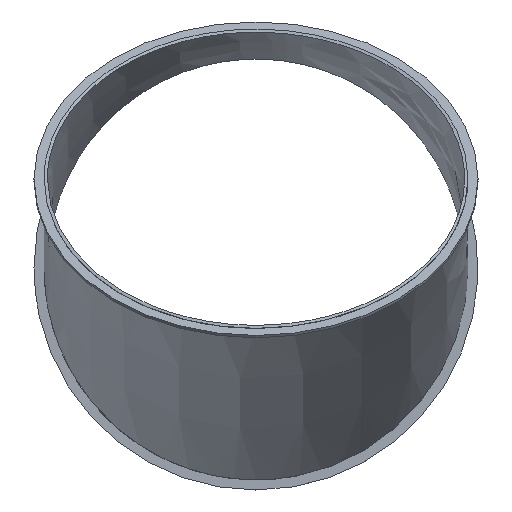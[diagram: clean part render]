
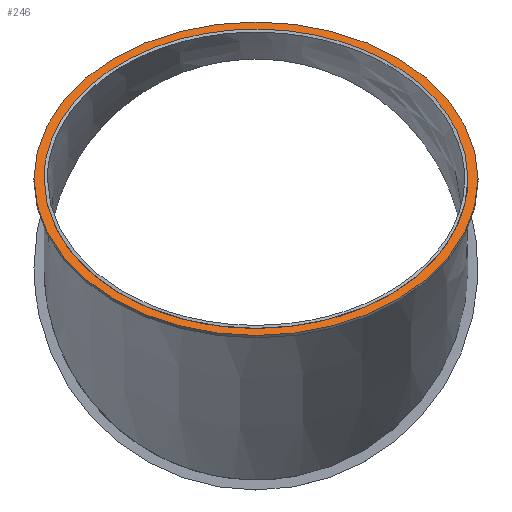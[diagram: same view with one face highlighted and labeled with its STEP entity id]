
A CAD part, top view. The second image highlights one B-rep face of the part: STEP entity #246.
In plain terms, the highlighted planar face has unit normal (0, 0.707, 0.707).
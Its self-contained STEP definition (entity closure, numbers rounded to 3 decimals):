
#73=CARTESIAN_POINT('',(-126.5,53.043,128.057));
#74=VERTEX_POINT('',#73);
#84=CARTESIAN_POINT('',(126.5,53.043,128.057));
#85=VERTEX_POINT('',#84);
#128=CARTESIAN_POINT('',(-132.5,53.043,128.057));
#129=VERTEX_POINT('',#128);
#130=CARTESIAN_POINT('',(0.0,53.043,128.057));
#131=DIRECTION('',(0.0,0.707,0.707));
#132=DIRECTION('',(1.0,0.0,0.0));
#133=AXIS2_PLACEMENT_3D('',#130,#131,#132);
#134=CIRCLE('',#133,132.5);
#135=EDGE_CURVE('',#129,#129,#134,.T.);
#186=CARTESIAN_POINT('',(0.0,53.043,128.057));
#187=DIRECTION('',(0.0,0.707,0.707));
#188=DIRECTION('',(1.0,0.0,0.0));
#189=AXIS2_PLACEMENT_3D('',#186,#187,#188);
#190=PLANE('',#189);
#191=ORIENTED_EDGE('',*,*,#135,.T.);
#192=EDGE_LOOP('',(#191));
#193=FACE_OUTER_BOUND('',#192,.T.);
#194=CARTESIAN_POINT('',(126.499,53.043,128.057));
#195=CARTESIAN_POINT('',(126.499,53.41,127.69));
#196=CARTESIAN_POINT('',(126.495,53.778,127.322));
#197=CARTESIAN_POINT('',(126.272,66.575,114.525));
#198=CARTESIAN_POINT('',(122.435,78.013,103.087));
#199=CARTESIAN_POINT('',(110.014,98.71,82.39));
#200=CARTESIAN_POINT('',(100.689,108.428,72.672));
#201=CARTESIAN_POINT('',(78.232,124.147,56.953));
#202=CARTESIAN_POINT('',(64.565,130.993,50.107));
#203=CARTESIAN_POINT('',(32.77,140.221,40.879));
#204=CARTESIAN_POINT('',(16.473,142.491,38.609));
#205=CARTESIAN_POINT('',(-16.521,142.494,38.606));
#206=CARTESIAN_POINT('',(-32.83,140.208,40.892));
#207=CARTESIAN_POINT('',(-61.824,131.789,49.311));
#208=CARTESIAN_POINT('',(-75.997,125.65,55.45));
#209=CARTESIAN_POINT('',(-100.44,108.657,72.443));
#210=CARTESIAN_POINT('',(-109.831,98.934,82.166));
#211=CARTESIAN_POINT('',(-122.83,77.43,103.67));
#212=CARTESIAN_POINT('',(-126.286,65.848,115.252));
#213=CARTESIAN_POINT('',(-126.497,53.777,127.323));
#214=CARTESIAN_POINT('',(-126.5,53.41,127.69));
#215=CARTESIAN_POINT('',(-126.5,53.043,128.057));
#216=B_SPLINE_CURVE_WITH_KNOTS('',3,(#194,#195,#196,#197,#198,#199,#200,#201,#202,#203,#204,#205,#206,#207,#208,#209,#210,#211,#212,#213,#214,#215),.UNSPECIFIED.,.F.,.U.,(4,2,2,2,2,2,2,2,2,2,4),(-46.838,-46.648,-40.224,-33.346,-26.995,-21.127,-15.242,-9.909,-4.966,0.0,0.156),.UNSPECIFIED.);
#217=EDGE_CURVE('',#85,#74,#216,.T.);
#218=ORIENTED_EDGE('',*,*,#217,.F.);
#219=CARTESIAN_POINT('',(-126.5,53.043,128.057));
#220=CARTESIAN_POINT('',(-126.5,52.676,128.424));
#221=CARTESIAN_POINT('',(-126.497,52.308,128.792));
#222=CARTESIAN_POINT('',(-126.286,40.245,140.855));
#223=CARTESIAN_POINT('',(-122.835,28.671,152.429));
#224=CARTESIAN_POINT('',(-109.846,7.169,173.931));
#225=CARTESIAN_POINT('',(-100.458,-2.555,183.655));
#226=CARTESIAN_POINT('',(-76.072,-19.514,200.614));
#227=CARTESIAN_POINT('',(-61.929,-25.668,206.768));
#228=CARTESIAN_POINT('',(-32.864,-34.119,215.219));
#229=CARTESIAN_POINT('',(-16.541,-36.408,217.508));
#230=CARTESIAN_POINT('',(16.485,-36.404,217.504));
#231=CARTESIAN_POINT('',(32.79,-34.136,215.236));
#232=CARTESIAN_POINT('',(64.551,-24.907,206.007));
#233=CARTESIAN_POINT('',(78.219,-18.073,199.173));
#234=CARTESIAN_POINT('',(100.708,-2.324,183.424));
#235=CARTESIAN_POINT('',(110.023,7.391,173.709));
#236=CARTESIAN_POINT('',(122.363,27.956,153.144));
#237=CARTESIAN_POINT('',(126.273,39.409,141.691));
#238=CARTESIAN_POINT('',(126.495,52.309,128.791));
#239=CARTESIAN_POINT('',(126.499,52.676,128.424));
#240=CARTESIAN_POINT('',(126.499,53.043,128.057));
#241=B_SPLINE_CURVE_WITH_KNOTS('',3,(#219,#220,#221,#222,#223,#224,#225,#226,#227,#228,#229,#230,#231,#232,#233,#234,#235,#236,#237,#238,#239,#240),.UNSPECIFIED.,.F.,.U.,(4,2,2,2,2,2,2,2,2,2,4),(-0.156,0.,4.963,9.907,15.213,21.05,26.867,33.128,39.887,46.119,46.301),.UNSPECIFIED.);
#242=EDGE_CURVE('',#74,#85,#241,.T.);
#243=ORIENTED_EDGE('',*,*,#242,.F.);
#244=EDGE_LOOP('',(#218,#243));
#245=FACE_BOUND('',#244,.T.);
#246=ADVANCED_FACE('',(#193,#245),#190,.T.);
